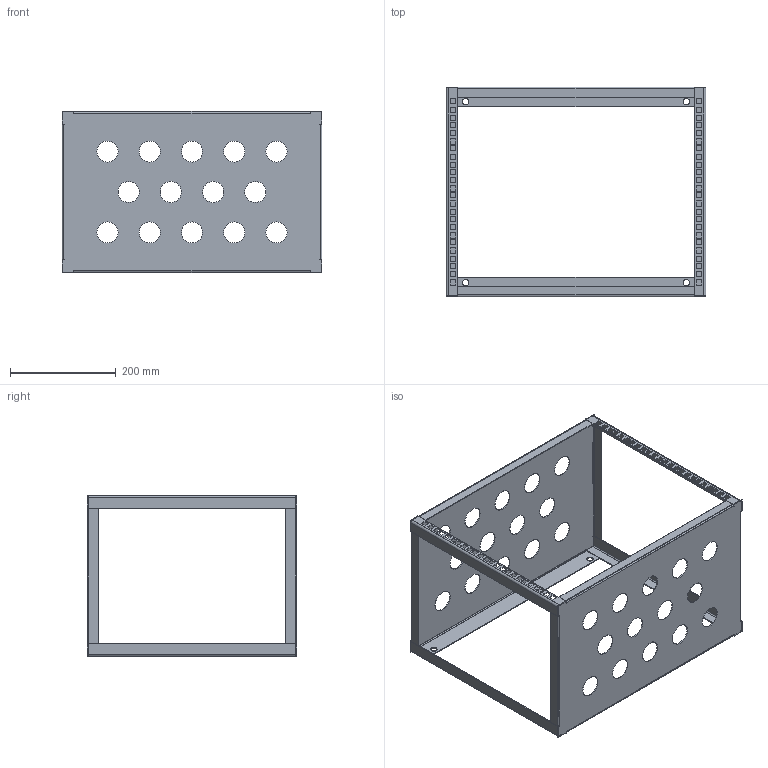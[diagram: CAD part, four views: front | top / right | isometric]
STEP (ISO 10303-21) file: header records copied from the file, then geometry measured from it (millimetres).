
FILE_DESCRIPTION (( 'STEP AP203' ), '1' );
FILE_NAME ('T26100.STEP', '2018-07-18T11:53:45', ( '' ), ( '' ), 'SwSTEP 2.0', 'SolidWorks 2016', '' );
FILE_SCHEMA (( 'CONFIG_CONTROL_DESIGN' ));
Length unit declared in the file: millimetre
Products named in the file (4): TH2252_TH2253; TH2240_TH2242; T26100; TH2240_TH2243
Assembly tree (6 placements, depth 2):
  T26100
    TH2252_TH2253  x2
    TH2240_TH2242  x2
    TH2240_TH2243  x2
Bounding box: 492 x 396.91 x 305 mm (x, y, z)
Volume: 654235.2 mm3; surface area: 809064.4 mm2
Topology: 6 solids, 6 shells, 468 faces, 1272 edges, 816 vertices
Faces by surface type: plane 380, cylinder 88
Entity records: 7914 total; most frequent: CARTESIAN_POINT 1287, ORIENTED_EDGE 1272, DIRECTION 1210, EDGE_CURVE 636, LINE 548, VECTOR 548, VERTEX_POINT 408, AXIS2_PLACEMENT_3D 331
